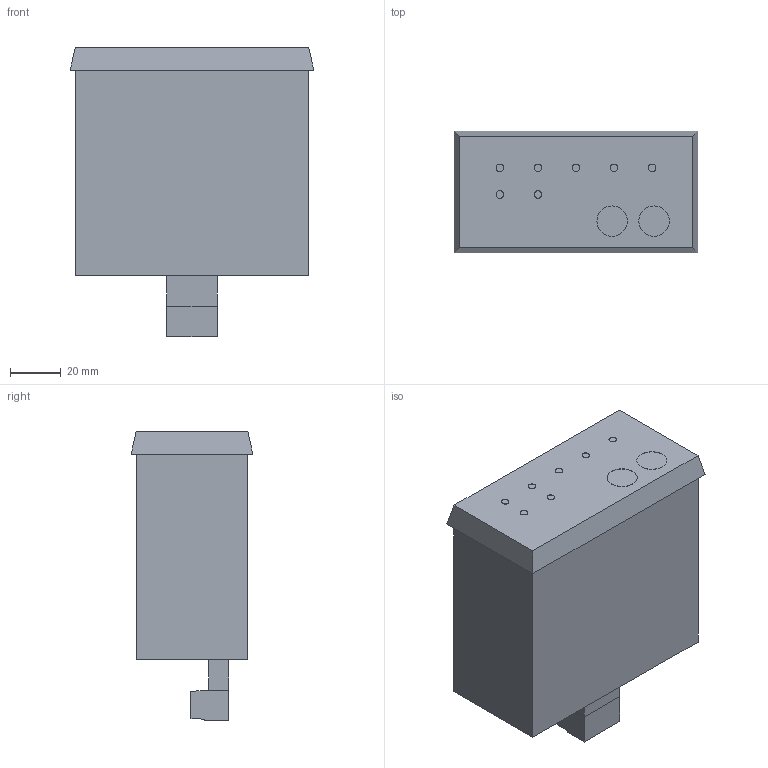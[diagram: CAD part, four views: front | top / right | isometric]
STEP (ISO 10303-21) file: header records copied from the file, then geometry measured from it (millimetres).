
FILE_DESCRIPTION((''),'2;1');
FILE_NAME('3d_RGK30.stp','2012-10-10T14:24:10',(''),(''),'Mechanical Desktop 2011','Mechanical Desktop 2011',', , ');
FILE_SCHEMA(('CONFIG_CONTROL_DESIGN'));
Length unit declared in the file: millimetre
Products named in the file (1): Product
Bounding box: 96 x 48 x 114 mm (x, y, z)
Volume: 372193.9 mm3; surface area: 43791.2 mm2
Topology: 4 solids, 4 shells, 56 faces, 135 edges, 96 vertices
Faces by surface type: plane 38, cylinder 18
Entity records: 1766 total; most frequent: DIRECTION 303, CARTESIAN_POINT 288, ORIENTED_EDGE 270, EDGE_CURVE 135, AXIS2_PLACEMENT_3D 111, VERTEX_POINT 96, VECTOR 81, LINE 81
